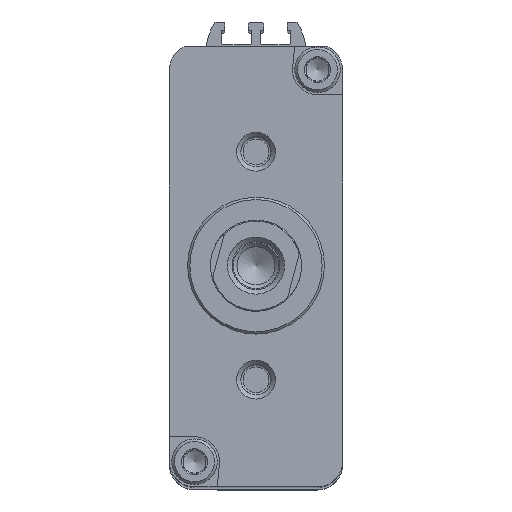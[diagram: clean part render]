
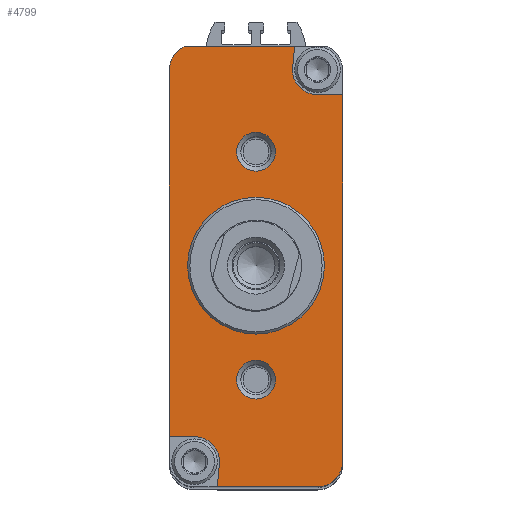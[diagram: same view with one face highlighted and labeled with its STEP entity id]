
A CAD part, top view. The second image highlights one B-rep face of the part: STEP entity #4799.
In plain terms, the highlighted planar face has unit normal (0, 0, 1).
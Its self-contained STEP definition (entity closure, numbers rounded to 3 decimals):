
#326=CIRCLE('',#5229,5.5);
#330=CIRCLE('',#5235,5.5);
#336=CIRCLE('',#5243,5.5);
#337=CIRCLE('',#5244,5.5);
#338=CIRCLE('',#5245,4.25);
#339=CIRCLE('',#5246,4.25);
#340=CIRCLE('',#5247,15.);
#763=ORIENTED_EDGE('',*,*,#2044,.F.);
#764=ORIENTED_EDGE('',*,*,#2024,.T.);
#765=ORIENTED_EDGE('',*,*,#2026,.T.);
#766=ORIENTED_EDGE('',*,*,#2030,.T.);
#767=ORIENTED_EDGE('',*,*,#2045,.F.);
#768=ORIENTED_EDGE('',*,*,#2046,.F.);
#769=ORIENTED_EDGE('',*,*,#2047,.F.);
#770=ORIENTED_EDGE('',*,*,#1967,.T.);
#771=ORIENTED_EDGE('',*,*,#2035,.T.);
#772=ORIENTED_EDGE('',*,*,#2014,.T.);
#773=ORIENTED_EDGE('',*,*,#2048,.F.);
#774=ORIENTED_EDGE('',*,*,#2049,.F.);
#775=ORIENTED_EDGE('',*,*,#2050,.T.);
#776=ORIENTED_EDGE('',*,*,#2051,.T.);
#777=ORIENTED_EDGE('',*,*,#2052,.T.);
#1967=EDGE_CURVE('',#2610,#2609,#3038,.T.);
#2014=EDGE_CURVE('',#2647,#2646,#3055,.T.);
#2024=EDGE_CURVE('',#2652,#2654,#3063,.T.);
#2026=EDGE_CURVE('',#2654,#2656,#326,.T.);
#2030=EDGE_CURVE('',#2656,#2659,#3066,.T.);
#2035=EDGE_CURVE('',#2609,#2647,#330,.T.);
#2044=EDGE_CURVE('',#2652,#2668,#3072,.T.);
#2045=EDGE_CURVE('',#2669,#2659,#3073,.T.);
#2046=EDGE_CURVE('',#2670,#2669,#336,.T.);
#2047=EDGE_CURVE('',#2610,#2670,#3074,.T.);
#2048=EDGE_CURVE('',#2671,#2646,#3075,.T.);
#2049=EDGE_CURVE('',#2668,#2671,#337,.T.);
#2050=EDGE_CURVE('',#2672,#2672,#338,.T.);
#2051=EDGE_CURVE('',#2673,#2673,#339,.T.);
#2052=EDGE_CURVE('',#2674,#2674,#340,.F.);
#2609=VERTEX_POINT('',#7623);
#2610=VERTEX_POINT('',#7625);
#2646=VERTEX_POINT('',#7719);
#2647=VERTEX_POINT('',#7721);
#2652=VERTEX_POINT('',#7733);
#2654=VERTEX_POINT('',#7738);
#2656=VERTEX_POINT('',#7744);
#2659=VERTEX_POINT('',#7751);
#2668=VERTEX_POINT('',#7778);
#2669=VERTEX_POINT('',#7780);
#2670=VERTEX_POINT('',#7782);
#2671=VERTEX_POINT('',#7785);
#2672=VERTEX_POINT('',#7788);
#2673=VERTEX_POINT('',#7790);
#2674=VERTEX_POINT('',#7792);
#3038=LINE('',#7624,#3376);
#3055=LINE('',#7720,#3393);
#3063=LINE('',#7739,#3401);
#3066=LINE('',#7752,#3404);
#3072=LINE('',#7777,#3410);
#3073=LINE('',#7779,#3411);
#3074=LINE('',#7783,#3412);
#3075=LINE('',#7784,#3413);
#3376=VECTOR('',#5916,1000.);
#3393=VECTOR('',#6017,1000.);
#3401=VECTOR('',#6031,1000.);
#3404=VECTOR('',#6044,1000.);
#3410=VECTOR('',#6072,1000.);
#3411=VECTOR('',#6073,1000.);
#3412=VECTOR('',#6076,1000.);
#3413=VECTOR('',#6077,1000.);
#3734=EDGE_LOOP('',(#763,#764,#765,#766,#767,#768,#769,#770,#771,#772,#773,
#774));
#3735=EDGE_LOOP('',(#775));
#3736=EDGE_LOOP('',(#776));
#3737=EDGE_LOOP('',(#777));
#4202=FACE_BOUND('',#3734,.T.);
#4203=FACE_BOUND('',#3735,.T.);
#4204=FACE_BOUND('',#3736,.T.);
#4205=FACE_BOUND('',#3737,.T.);
#4615=PLANE('',#5242);
#4799=ADVANCED_FACE('',(#4202,#4203,#4204,#4205),#4615,.T.);
#5229=AXIS2_PLACEMENT_3D('',#7743,#6036,#6037);
#5235=AXIS2_PLACEMENT_3D('',#7760,#6053,#6054);
#5242=AXIS2_PLACEMENT_3D('',#7776,#6070,#6071);
#5243=AXIS2_PLACEMENT_3D('',#7781,#6074,#6075);
#5244=AXIS2_PLACEMENT_3D('',#7786,#6078,#6079);
#5245=AXIS2_PLACEMENT_3D('',#7787,#6080,#6081);
#5246=AXIS2_PLACEMENT_3D('',#7789,#6082,#6083);
#5247=AXIS2_PLACEMENT_3D('',#7791,#6084,#6085);
#5916=DIRECTION('',(-1.,0.,0.));
#6017=DIRECTION('',(0.,-1.,0.));
#6031=DIRECTION('',(1.,0.,0.));
#6036=DIRECTION('',(0.,0.,1.));
#6037=DIRECTION('',(1.,0.,0.));
#6044=DIRECTION('',(0.,1.,0.));
#6053=DIRECTION('',(0.,0.,1.));
#6054=DIRECTION('',(1.,0.,0.));
#6070=DIRECTION('',(0.,0.,1.));
#6071=DIRECTION('',(1.,0.,0.));
#6072=DIRECTION('',(0.088,0.996,0.));
#6073=DIRECTION('',(1.,0.,0.));
#6074=DIRECTION('',(0.,0.,1.));
#6075=DIRECTION('',(1.,0.,0.));
#6076=DIRECTION('',(-0.088,-0.996,0.));
#6077=DIRECTION('',(-1.,0.,0.));
#6078=DIRECTION('',(0.,0.,1.));
#6079=DIRECTION('',(1.,0.,0.));
#6080=DIRECTION('',(0.,0.,-1.));
#6081=DIRECTION('',(-1.,0.,0.));
#6082=DIRECTION('',(0.,0.,-1.));
#6083=DIRECTION('',(-1.,0.,0.));
#6084=DIRECTION('',(0.,0.,1.));
#6085=DIRECTION('',(1.,0.,0.));
#7623=CARTESIAN_POINT('',(-15.791,48.,0.));
#7624=CARTESIAN_POINT('',(15.791,48.,0.));
#7625=CARTESIAN_POINT('',(8.441,48.,0.));
#7719=CARTESIAN_POINT('',(-19.,-37.5,0.));
#7720=CARTESIAN_POINT('',(-19.,43.,0.));
#7721=CARTESIAN_POINT('',(-19.,43.,0.));
#7733=CARTESIAN_POINT('',(-8.485,-48.5,0.));
#7738=CARTESIAN_POINT('',(13.5,-48.5,0.));
#7739=CARTESIAN_POINT('',(-13.5,-48.5,0.));
#7743=CARTESIAN_POINT('',(13.5,-43.,0.));
#7744=CARTESIAN_POINT('',(19.,-43.,0.));
#7751=CARTESIAN_POINT('',(19.,37.5,0.));
#7752=CARTESIAN_POINT('',(19.,-43.,0.));
#7760=CARTESIAN_POINT('',(-13.5,43.,0.));
#7776=CARTESIAN_POINT('',(-13.5,-43.,0.));
#7777=CARTESIAN_POINT('',(-8.485,-48.5,0.));
#7778=CARTESIAN_POINT('',(-8.,-43.,0.));
#7779=CARTESIAN_POINT('',(13.5,37.5,0.));
#7780=CARTESIAN_POINT('',(13.5,37.5,0.));
#7781=CARTESIAN_POINT('',(13.5,43.,0.));
#7782=CARTESIAN_POINT('',(8.,43.,0.));
#7783=CARTESIAN_POINT('',(0.309,-44.218,0.));
#7784=CARTESIAN_POINT('',(-13.5,-37.5,0.));
#7785=CARTESIAN_POINT('',(-13.5,-37.5,0.));
#7786=CARTESIAN_POINT('',(-13.5,-43.,0.));
#7787=CARTESIAN_POINT('',(0.,-25.,0.));
#7788=CARTESIAN_POINT('',(-4.25,-25.,0.));
#7789=CARTESIAN_POINT('',(0.,25.,0.));
#7790=CARTESIAN_POINT('',(-4.25,25.,0.));
#7791=CARTESIAN_POINT('',(0.,0.,0.));
#7792=CARTESIAN_POINT('',(15.,0.,0.));
